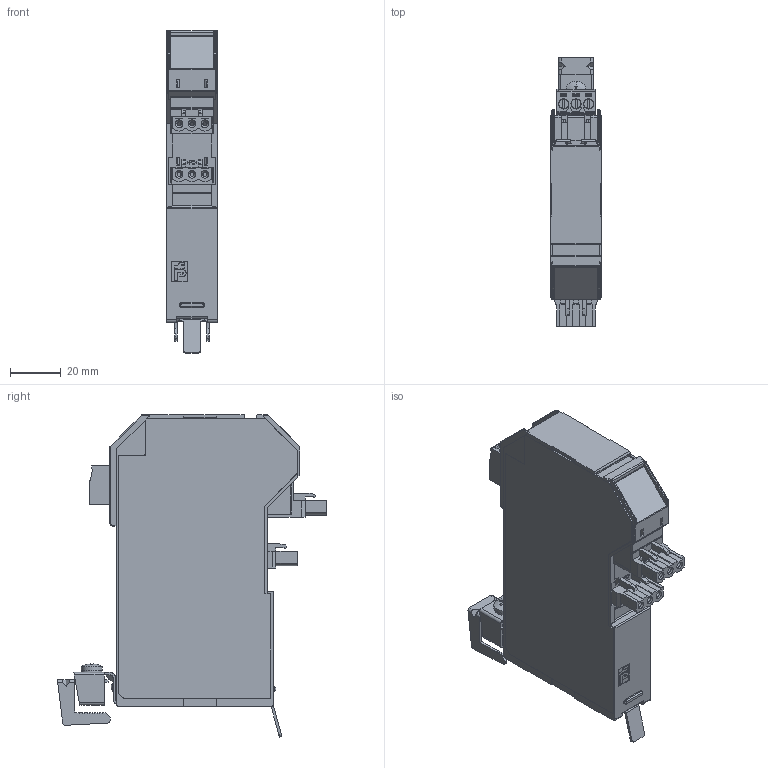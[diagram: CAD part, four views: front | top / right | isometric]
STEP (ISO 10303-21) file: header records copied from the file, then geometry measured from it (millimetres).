
FILE_DESCRIPTION((''),'2;1');
FILE_NAME('CAD-9233_SCHRUMPF_ASM','2025-01-07T10:56:06',('creinig-se'),(''),'CREO PARAMETRIC BY PTC INC, 2022284','CREO PARAMETRIC BY PTC INC, 2022284','');
FILE_SCHEMA(('CONFIG_CONTROL_DESIGN','SHAPE_APPEARANCE_LAYERS_GROUPS'));
Products named in the file (4): CAD-9233_SW0001; CAD-9233_P-LB_SIDEFRAME_2; CAD-9233_5M08_2M50SC00PF1; CAD-9233_SCHRUMPF_ASM
Assembly tree (3 placements, depth 2):
  CAD-9233_SCHRUMPF_ASM
    CAD-9233_SW0001
    CAD-9233_P-LB_SIDEFRAME_2
    CAD-9233_5M08_2M50SC00PF1
Bounding box: 20 x 106.2 x 127.08 mm (x, y, z)
Volume: 137043.9 mm3; surface area: 59957.8 mm2
Topology: 3 solids, 3 shells, 2769 faces, 8154 edges, 5305 vertices
Faces by surface type: plane 2159, cylinder 463, cone 64, bspline 52, torus 19, sphere 12
Entity records: 117153 total; most frequent: CARTESIAN_POINT 21331, ORIENTED_EDGE 16300, DIRECTION 14208, EDGE_CURVE 8150, VECTOR 6816, LINE 6816, VERTEX_POINT 5305, PRESENTATION_STYLE_ASSIGNMENT 5237
